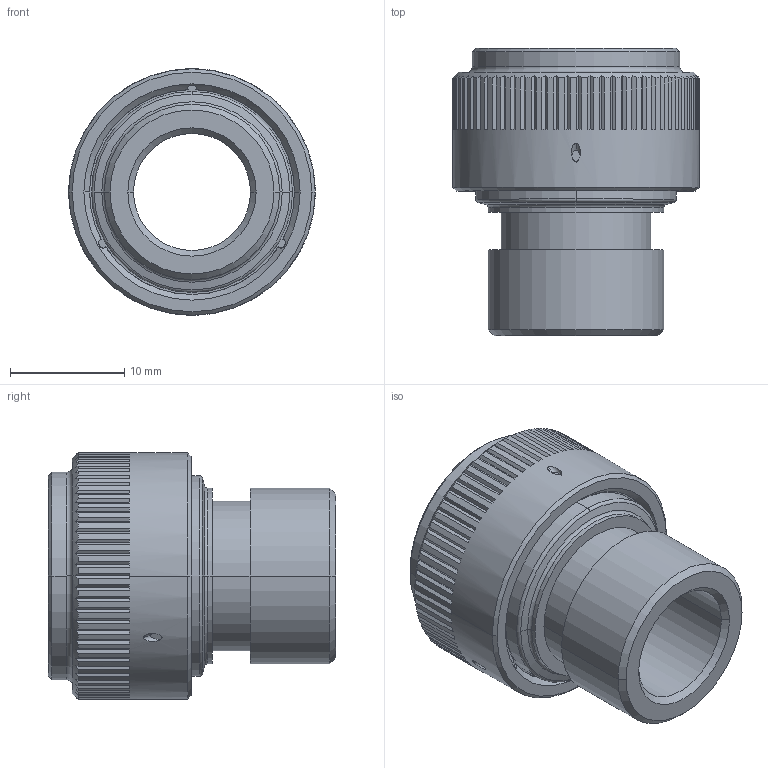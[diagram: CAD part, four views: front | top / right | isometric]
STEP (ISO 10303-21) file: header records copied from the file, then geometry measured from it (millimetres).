
FILE_DESCRIPTION((''),'2;1');
FILE_NAME('BK59B69-01RM_NEW','2015-07-01T',('aneville'),('SOURIAU INDIA'),'PRO/ENGINEER BY PARAMETRIC TECHNOLOGY CORPORATION, 2010140','PRO/ENGINEER BY PARAMETRIC TECHNOLOGY CORPORATION, 2010140','');
FILE_SCHEMA(('CONFIG_CONTROL_DESIGN'));
Length unit declared in the file: millimetre
Products named in the file (1): BK59B69-01RM_NEW
Bounding box: 21.6 x 25.17 x 21.6 mm (x, y, z)
Volume: 3797.9 mm3; surface area: 3605.9 mm2
Topology: 1 solids, 1 shells, 383 faces, 1158 edges, 892 vertices
Faces by surface type: plane 262, cylinder 93, cone 20, torus 8
Entity records: 13870 total; most frequent: CARTESIAN_POINT 4145, ORIENTED_EDGE 2114, DIRECTION 1764, EDGE_CURVE 1057, VERTEX_POINT 690, AXIS2_PLACEMENT_3D 638, VECTOR 488, LINE 488
